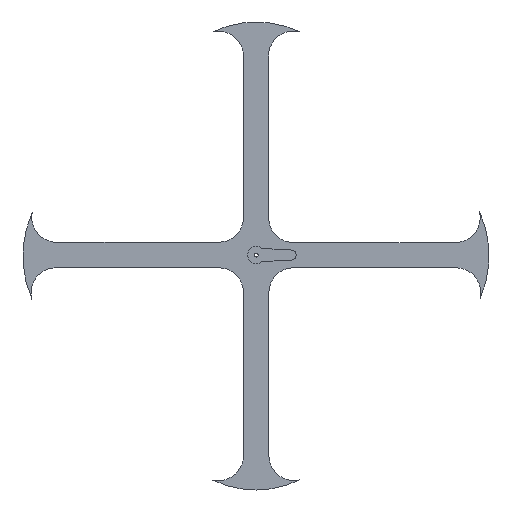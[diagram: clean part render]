
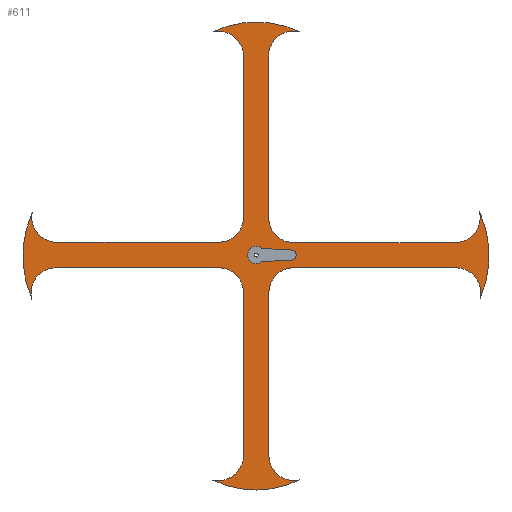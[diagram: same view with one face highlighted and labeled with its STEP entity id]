
A CAD part, front view. The second image highlights one B-rep face of the part: STEP entity #611.
In plain terms, the highlighted planar face has unit normal (0, -1, 0).
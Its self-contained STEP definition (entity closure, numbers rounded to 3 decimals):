
#25=FACE_BOUND('',#105,.T.);
#38=PLANE('',#708);
#70=FACE_OUTER_BOUND('',#104,.T.);
#104=EDGE_LOOP('',(#533,#534,#535,#536,#537,#538,#539,#540,#541,#542,#543,
#544,#545,#546,#547,#548,#549,#550,#551,#552,#553,#554,#555,#556));
#105=EDGE_LOOP('',(#557,#558,#559,#560));
#108=LINE('',#924,#157);
#112=LINE('',#935,#161);
#117=LINE('',#955,#166);
#123=LINE('',#979,#172);
#127=LINE('',#991,#176);
#133=LINE('',#1015,#182);
#137=LINE('',#1027,#186);
#143=LINE('',#1051,#192);
#147=LINE('',#1063,#196);
#153=LINE('',#1086,#202);
#157=VECTOR('',#727,10.);
#161=VECTOR('',#739,10.);
#166=VECTOR('',#760,10.);
#172=VECTOR('',#786,10.);
#176=VECTOR('',#798,10.);
#182=VECTOR('',#824,10.);
#186=VECTOR('',#836,10.);
#192=VECTOR('',#862,10.);
#196=VECTOR('',#874,10.);
#202=VECTOR('',#900,10.);
#204=CIRCLE('',#640,2.);
#206=CIRCLE('',#644,3.45);
#210=CIRCLE('',#652,9.899);
#212=CIRCLE('',#656,10.);
#214=CIRCLE('',#659,42.383);
#216=CIRCLE('',#662,10.);
#218=CIRCLE('',#666,10.);
#220=CIRCLE('',#670,10.);
#222=CIRCLE('',#673,40.39);
#224=CIRCLE('',#676,10.);
#226=CIRCLE('',#680,9.899);
#228=CIRCLE('',#684,10.);
#230=CIRCLE('',#687,42.776);
#232=CIRCLE('',#690,10.);
#234=CIRCLE('',#694,9.899);
#236=CIRCLE('',#698,10.);
#238=CIRCLE('',#701,39.682);
#240=CIRCLE('',#704,10.);
#242=VERTEX_POINT('',#914);
#243=VERTEX_POINT('',#915);
#246=VERTEX_POINT('',#923);
#248=VERTEX_POINT('',#929);
#252=VERTEX_POINT('',#945);
#253=VERTEX_POINT('',#946);
#256=VERTEX_POINT('',#954);
#258=VERTEX_POINT('',#960);
#260=VERTEX_POINT('',#966);
#262=VERTEX_POINT('',#972);
#264=VERTEX_POINT('',#978);
#266=VERTEX_POINT('',#984);
#268=VERTEX_POINT('',#990);
#270=VERTEX_POINT('',#996);
#272=VERTEX_POINT('',#1002);
#274=VERTEX_POINT('',#1008);
#276=VERTEX_POINT('',#1014);
#278=VERTEX_POINT('',#1020);
#280=VERTEX_POINT('',#1026);
#282=VERTEX_POINT('',#1032);
#284=VERTEX_POINT('',#1038);
#286=VERTEX_POINT('',#1044);
#288=VERTEX_POINT('',#1050);
#290=VERTEX_POINT('',#1056);
#292=VERTEX_POINT('',#1062);
#294=VERTEX_POINT('',#1068);
#296=VERTEX_POINT('',#1074);
#298=VERTEX_POINT('',#1080);
#300=EDGE_CURVE('',#242,#243,#204,.T.);
#304=EDGE_CURVE('',#246,#242,#108,.T.);
#307=EDGE_CURVE('',#248,#246,#206,.T.);
#310=EDGE_CURVE('',#243,#248,#112,.T.);
#315=EDGE_CURVE('',#252,#253,#210,.T.);
#319=EDGE_CURVE('',#253,#256,#117,.T.);
#322=EDGE_CURVE('',#256,#258,#212,.T.);
#325=EDGE_CURVE('',#260,#258,#214,.T.);
#328=EDGE_CURVE('',#260,#262,#216,.T.);
#331=EDGE_CURVE('',#264,#262,#123,.T.);
#334=EDGE_CURVE('',#264,#266,#218,.T.);
#337=EDGE_CURVE('',#266,#268,#127,.T.);
#340=EDGE_CURVE('',#268,#270,#220,.T.);
#343=EDGE_CURVE('',#272,#270,#222,.T.);
#346=EDGE_CURVE('',#272,#274,#224,.T.);
#349=EDGE_CURVE('',#276,#274,#133,.T.);
#352=EDGE_CURVE('',#276,#278,#226,.T.);
#355=EDGE_CURVE('',#278,#280,#137,.T.);
#358=EDGE_CURVE('',#280,#282,#228,.T.);
#361=EDGE_CURVE('',#284,#282,#230,.T.);
#364=EDGE_CURVE('',#284,#286,#232,.T.);
#367=EDGE_CURVE('',#288,#286,#143,.T.);
#370=EDGE_CURVE('',#288,#290,#234,.T.);
#373=EDGE_CURVE('',#290,#292,#147,.T.);
#376=EDGE_CURVE('',#292,#294,#236,.T.);
#379=EDGE_CURVE('',#296,#294,#238,.T.);
#382=EDGE_CURVE('',#296,#298,#240,.T.);
#385=EDGE_CURVE('',#252,#298,#153,.T.);
#533=ORIENTED_EDGE('',*,*,#385,.F.);
#534=ORIENTED_EDGE('',*,*,#315,.T.);
#535=ORIENTED_EDGE('',*,*,#319,.T.);
#536=ORIENTED_EDGE('',*,*,#322,.T.);
#537=ORIENTED_EDGE('',*,*,#325,.F.);
#538=ORIENTED_EDGE('',*,*,#328,.T.);
#539=ORIENTED_EDGE('',*,*,#331,.F.);
#540=ORIENTED_EDGE('',*,*,#334,.T.);
#541=ORIENTED_EDGE('',*,*,#337,.T.);
#542=ORIENTED_EDGE('',*,*,#340,.T.);
#543=ORIENTED_EDGE('',*,*,#343,.F.);
#544=ORIENTED_EDGE('',*,*,#346,.T.);
#545=ORIENTED_EDGE('',*,*,#349,.F.);
#546=ORIENTED_EDGE('',*,*,#352,.T.);
#547=ORIENTED_EDGE('',*,*,#355,.T.);
#548=ORIENTED_EDGE('',*,*,#358,.T.);
#549=ORIENTED_EDGE('',*,*,#361,.F.);
#550=ORIENTED_EDGE('',*,*,#364,.T.);
#551=ORIENTED_EDGE('',*,*,#367,.F.);
#552=ORIENTED_EDGE('',*,*,#370,.T.);
#553=ORIENTED_EDGE('',*,*,#373,.T.);
#554=ORIENTED_EDGE('',*,*,#376,.T.);
#555=ORIENTED_EDGE('',*,*,#379,.F.);
#556=ORIENTED_EDGE('',*,*,#382,.T.);
#557=ORIENTED_EDGE('',*,*,#300,.T.);
#558=ORIENTED_EDGE('',*,*,#310,.T.);
#559=ORIENTED_EDGE('',*,*,#307,.T.);
#560=ORIENTED_EDGE('',*,*,#304,.T.);
#611=ADVANCED_FACE('',(#70,#25),#38,.F.);
#640=AXIS2_PLACEMENT_3D('',#916,#719,#720);
#644=AXIS2_PLACEMENT_3D('',#930,#732,#733);
#652=AXIS2_PLACEMENT_3D('',#947,#752,#753);
#656=AXIS2_PLACEMENT_3D('',#961,#765,#766);
#659=AXIS2_PLACEMENT_3D('',#967,#772,#773);
#662=AXIS2_PLACEMENT_3D('',#973,#779,#780);
#666=AXIS2_PLACEMENT_3D('',#985,#791,#792);
#670=AXIS2_PLACEMENT_3D('',#997,#803,#804);
#673=AXIS2_PLACEMENT_3D('',#1003,#810,#811);
#676=AXIS2_PLACEMENT_3D('',#1009,#817,#818);
#680=AXIS2_PLACEMENT_3D('',#1021,#829,#830);
#684=AXIS2_PLACEMENT_3D('',#1033,#841,#842);
#687=AXIS2_PLACEMENT_3D('',#1039,#848,#849);
#690=AXIS2_PLACEMENT_3D('',#1045,#855,#856);
#694=AXIS2_PLACEMENT_3D('',#1057,#867,#868);
#698=AXIS2_PLACEMENT_3D('',#1069,#879,#880);
#701=AXIS2_PLACEMENT_3D('',#1075,#886,#887);
#704=AXIS2_PLACEMENT_3D('',#1081,#893,#894);
#708=AXIS2_PLACEMENT_3D('',#1089,#904,#905);
#719=DIRECTION('center_axis',(0.,1.,0.));
#720=DIRECTION('ref_axis',(0.055,0.,0.999));
#727=DIRECTION('',(0.999,0.,-0.055));
#732=DIRECTION('center_axis',(0.,1.,0.));
#733=DIRECTION('ref_axis',(0.64,0.,-0.768));
#739=DIRECTION('',(-0.999,0.,-0.055));
#752=DIRECTION('center_axis',(0.,1.,0.));
#753=DIRECTION('ref_axis',(-1.,0.,0.));
#760=DIRECTION('',(1.,0.,0.));
#765=DIRECTION('center_axis',(0.,1.,0.));
#766=DIRECTION('ref_axis',(0.,0.,1.));
#772=DIRECTION('center_axis',(0.,1.,0.));
#773=DIRECTION('ref_axis',(0.909,0.,0.416));
#779=DIRECTION('center_axis',(0.,1.,0.));
#780=DIRECTION('ref_axis',(0.972,0.,0.235));
#786=DIRECTION('',(1.,0.,0.));
#791=DIRECTION('center_axis',(0.,1.,0.));
#792=DIRECTION('ref_axis',(0.,0.,-1.));
#798=DIRECTION('',(0.,0.,1.));
#803=DIRECTION('center_axis',(0.,1.,0.));
#804=DIRECTION('ref_axis',(-1.,0.,0.));
#810=DIRECTION('center_axis',(0.,1.,0.));
#811=DIRECTION('ref_axis',(-0.427,0.,0.904));
#817=DIRECTION('center_axis',(0.,1.,0.));
#818=DIRECTION('ref_axis',(-0.204,0.,0.979));
#824=DIRECTION('',(0.,0.,1.));
#829=DIRECTION('center_axis',(0.,1.,0.));
#830=DIRECTION('ref_axis',(1.,0.,0.));
#836=DIRECTION('',(-1.,0.,0.));
#841=DIRECTION('center_axis',(0.,1.,0.));
#842=DIRECTION('ref_axis',(0.,0.,-1.));
#848=DIRECTION('center_axis',(0.,1.,0.));
#849=DIRECTION('ref_axis',(-0.915,0.,-0.402));
#855=DIRECTION('center_axis',(0.,1.,0.));
#856=DIRECTION('ref_axis',(-0.967,0.,-0.253));
#862=DIRECTION('',(-1.,0.,0.));
#867=DIRECTION('center_axis',(0.,1.,0.));
#868=DIRECTION('ref_axis',(0.,0.,1.));
#874=DIRECTION('',(0.,0.,-1.));
#879=DIRECTION('center_axis',(0.,1.,0.));
#880=DIRECTION('ref_axis',(1.,0.,0.));
#886=DIRECTION('center_axis',(0.,1.,0.));
#887=DIRECTION('ref_axis',(0.439,0.,-0.898));
#893=DIRECTION('center_axis',(0.,1.,0.));
#894=DIRECTION('ref_axis',(0.224,0.,-0.975));
#900=DIRECTION('',(0.,0.,-1.));
#904=DIRECTION('center_axis',(0.,1.,0.));
#905=DIRECTION('ref_axis',(1.,0.,0.));
#914=CARTESIAN_POINT('',(14.159,0.,1.997));
#915=CARTESIAN_POINT('',(14.159,0.,-1.997));
#916=CARTESIAN_POINT('Origin',(14.05,0.,0.));
#923=CARTESIAN_POINT('',(2.209,0.,2.65));
#924=CARTESIAN_POINT('',(1.161,0.,2.707));
#929=CARTESIAN_POINT('',(2.209,0.,-2.65));
#930=CARTESIAN_POINT('Origin',(0.,0.,0.));
#935=CARTESIAN_POINT('',(7.115,0.,-2.382));
#945=CARTESIAN_POINT('',(5.101,0.,-15.));
#946=CARTESIAN_POINT('',(15.,0.,-5.101));
#947=CARTESIAN_POINT('Origin',(15.,0.,-15.));
#954=CARTESIAN_POINT('',(79.865,0.,-5.101));
#955=CARTESIAN_POINT('',(15.,0.,-5.101));
#960=CARTESIAN_POINT('',(89.585,0.,-17.453));
#961=CARTESIAN_POINT('Origin',(79.865,0.,-15.101));
#966=CARTESIAN_POINT('',(89.367,0.,17.353));
#967=CARTESIAN_POINT('Origin',(50.832,0.,-0.292));
#972=CARTESIAN_POINT('',(79.648,0.,5.));
#973=CARTESIAN_POINT('Origin',(79.648,0.,15.));
#978=CARTESIAN_POINT('',(15.,0.,5.));
#979=CARTESIAN_POINT('',(15.,0.,5.));
#984=CARTESIAN_POINT('',(5.,0.,15.));
#985=CARTESIAN_POINT('Origin',(15.,0.,15.));
#990=CARTESIAN_POINT('',(5.,0.,79.623));
#991=CARTESIAN_POINT('',(5.,0.,15.));
#996=CARTESIAN_POINT('',(17.468,0.,89.314));
#997=CARTESIAN_POINT('Origin',(15.,0.,79.623));
#1002=CARTESIAN_POINT('',(-17.141,0.,89.366));
#1003=CARTESIAN_POINT('Origin',(0.108,0.,52.845));
#1008=CARTESIAN_POINT('',(-5.101,0.,79.577));
#1009=CARTESIAN_POINT('Origin',(-15.101,0.,79.577));
#1014=CARTESIAN_POINT('',(-5.101,0.,15.));
#1015=CARTESIAN_POINT('',(-5.101,0.,15.));
#1020=CARTESIAN_POINT('',(-15.,0.,5.101));
#1021=CARTESIAN_POINT('Origin',(-15.,0.,15.));
#1026=CARTESIAN_POINT('',(-79.79,0.,5.101));
#1027=CARTESIAN_POINT('',(-15.,0.,5.101));
#1032=CARTESIAN_POINT('',(-89.594,0.,17.071));
#1033=CARTESIAN_POINT('Origin',(-79.79,0.,15.101));
#1038=CARTESIAN_POINT('',(-89.716,0.,-17.635));
#1039=CARTESIAN_POINT('Origin',(-50.557,0.,-0.419));
#1044=CARTESIAN_POINT('',(-80.042,0.,-5.101));
#1045=CARTESIAN_POINT('Origin',(-80.042,0.,-15.101));
#1050=CARTESIAN_POINT('',(-15.,0.,-5.101));
#1051=CARTESIAN_POINT('',(-15.,0.,-5.101));
#1056=CARTESIAN_POINT('',(-5.101,0.,-15.));
#1057=CARTESIAN_POINT('Origin',(-15.,0.,-15.));
#1062=CARTESIAN_POINT('',(-5.101,0.,-80.304));
#1063=CARTESIAN_POINT('',(-5.101,0.,-15.));
#1068=CARTESIAN_POINT('',(-17.443,0.,-90.026));
#1069=CARTESIAN_POINT('Origin',(-15.101,0.,-80.304));
#1074=CARTESIAN_POINT('',(17.343,0.,-89.992));
#1075=CARTESIAN_POINT('Origin',(-0.085,0.,-54.342));
#1080=CARTESIAN_POINT('',(5.101,0.,-80.247));
#1081=CARTESIAN_POINT('Origin',(15.101,0.,-80.247));
#1086=CARTESIAN_POINT('',(5.101,0.,-15.));
#1089=CARTESIAN_POINT('Origin',(-0.059,0.,-0.394));
